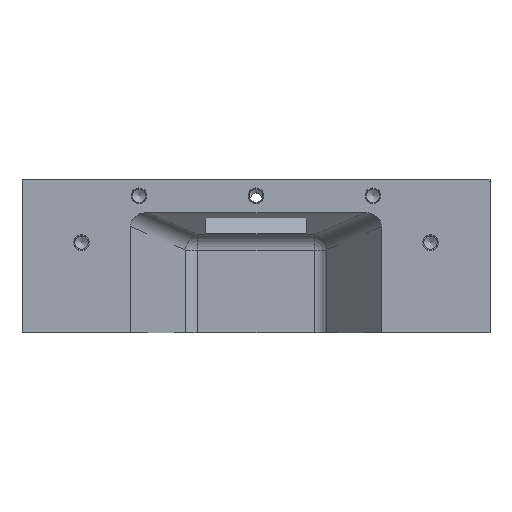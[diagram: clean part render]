
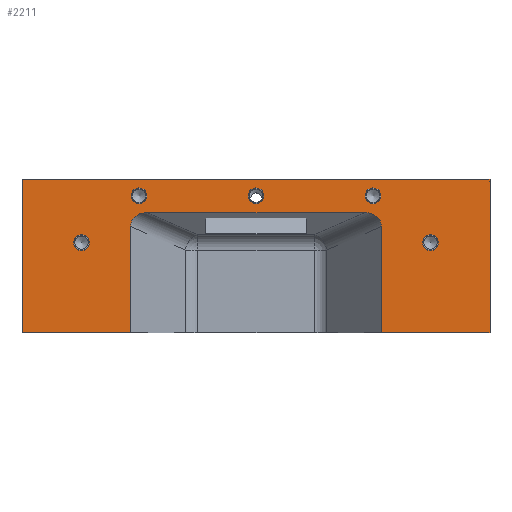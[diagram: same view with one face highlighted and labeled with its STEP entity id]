
A CAD part, front view. The second image highlights one B-rep face of the part: STEP entity #2211.
In plain terms, the highlighted planar face has unit normal (0, -1, 0).
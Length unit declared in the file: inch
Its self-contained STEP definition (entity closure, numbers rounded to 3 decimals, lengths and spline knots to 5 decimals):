
#104=CIRCLE('',#2352,0.118);
#108=CIRCLE('',#2359,0.118);
#111=CIRCLE('',#2364,0.118);
#115=CIRCLE('',#2371,0.118);
#119=CIRCLE('',#2378,0.118);
#216=ELLIPSE('',#2415,0.3388,0.25);
#217=ELLIPSE('',#2416,0.3388,0.25);
#222=FACE_BOUND('',#427,.T.);
#223=FACE_BOUND('',#428,.T.);
#224=FACE_BOUND('',#429,.T.);
#225=FACE_BOUND('',#430,.T.);
#226=FACE_BOUND('',#431,.T.);
#289=FACE_OUTER_BOUND('',#426,.T.);
#426=EDGE_LOOP('',(#1707,#1708,#1709,#1710,#1711,#1712,#1713,#1714,#1715,
#1716));
#427=EDGE_LOOP('',(#1717));
#428=EDGE_LOOP('',(#1718));
#429=EDGE_LOOP('',(#1719));
#430=EDGE_LOOP('',(#1720));
#431=EDGE_LOOP('',(#1721));
#553=LINE('',#3312,#751);
#619=LINE('',#3548,#817);
#624=LINE('',#3559,#822);
#656=LINE('',#3635,#854);
#657=LINE('',#3640,#855);
#658=LINE('',#3641,#856);
#659=LINE('',#3642,#857);
#660=LINE('',#3643,#858);
#751=VECTOR('',#2596,39.37008);
#817=VECTOR('',#2830,39.37008);
#822=VECTOR('',#2839,39.37008);
#854=VECTOR('',#2893,39.37008);
#855=VECTOR('',#2898,39.37008);
#856=VECTOR('',#2899,39.37008);
#857=VECTOR('',#2900,39.37008);
#858=VECTOR('',#2901,39.37008);
#946=VERTEX_POINT('',#3309);
#947=VERTEX_POINT('',#3311);
#989=VERTEX_POINT('',#3427);
#994=VERTEX_POINT('',#3442);
#997=VERTEX_POINT('',#3452);
#1002=VERTEX_POINT('',#3467);
#1007=VERTEX_POINT('',#3482);
#1032=VERTEX_POINT('',#3545);
#1033=VERTEX_POINT('',#3547);
#1036=VERTEX_POINT('',#3556);
#1037=VERTEX_POINT('',#3558);
#1069=VERTEX_POINT('',#3633);
#1070=VERTEX_POINT('',#3634);
#1071=VERTEX_POINT('',#3637);
#1072=VERTEX_POINT('',#3639);
#1151=EDGE_CURVE('',#947,#946,#553,.T.);
#1209=EDGE_CURVE('',#989,#989,#104,.T.);
#1216=EDGE_CURVE('',#994,#994,#108,.T.);
#1221=EDGE_CURVE('',#997,#997,#111,.T.);
#1228=EDGE_CURVE('',#1002,#1002,#115,.T.);
#1235=EDGE_CURVE('',#1007,#1007,#119,.T.);
#1266=EDGE_CURVE('',#1032,#1033,#619,.T.);
#1272=EDGE_CURVE('',#1037,#1036,#624,.T.);
#1308=EDGE_CURVE('',#1069,#1070,#656,.T.);
#1309=EDGE_CURVE('',#1069,#947,#216,.T.);
#1310=EDGE_CURVE('',#946,#1071,#217,.T.);
#1311=EDGE_CURVE('',#1072,#1071,#657,.T.);
#1312=EDGE_CURVE('',#1037,#1072,#658,.T.);
#1313=EDGE_CURVE('',#1036,#1033,#659,.T.);
#1314=EDGE_CURVE('',#1070,#1032,#660,.T.);
#1707=ORIENTED_EDGE('',*,*,#1308,.F.);
#1708=ORIENTED_EDGE('',*,*,#1309,.T.);
#1709=ORIENTED_EDGE('',*,*,#1151,.T.);
#1710=ORIENTED_EDGE('',*,*,#1310,.T.);
#1711=ORIENTED_EDGE('',*,*,#1311,.F.);
#1712=ORIENTED_EDGE('',*,*,#1312,.F.);
#1713=ORIENTED_EDGE('',*,*,#1272,.T.);
#1714=ORIENTED_EDGE('',*,*,#1313,.T.);
#1715=ORIENTED_EDGE('',*,*,#1266,.F.);
#1716=ORIENTED_EDGE('',*,*,#1314,.F.);
#1717=ORIENTED_EDGE('',*,*,#1209,.F.);
#1718=ORIENTED_EDGE('',*,*,#1216,.F.);
#1719=ORIENTED_EDGE('',*,*,#1221,.F.);
#1720=ORIENTED_EDGE('',*,*,#1228,.F.);
#1721=ORIENTED_EDGE('',*,*,#1235,.F.);
#2133=PLANE('',#2414);
#2211=ADVANCED_FACE('',(#289,#222,#223,#224,#225,#226),#2133,.F.);
#2352=AXIS2_PLACEMENT_3D('',#3429,#2705,#2706);
#2359=AXIS2_PLACEMENT_3D('',#3444,#2722,#2723);
#2364=AXIS2_PLACEMENT_3D('',#3454,#2734,#2735);
#2371=AXIS2_PLACEMENT_3D('',#3469,#2751,#2752);
#2378=AXIS2_PLACEMENT_3D('',#3484,#2768,#2769);
#2414=AXIS2_PLACEMENT_3D('',#3632,#2891,#2892);
#2415=AXIS2_PLACEMENT_3D('',#3636,#2894,#2895);
#2416=AXIS2_PLACEMENT_3D('',#3638,#2896,#2897);
#2596=DIRECTION('',(1.,0.,0.));
#2705=DIRECTION('center_axis',(0.,-1.,0.));
#2706=DIRECTION('ref_axis',(0.,0.,-1.));
#2722=DIRECTION('center_axis',(0.,-1.,0.));
#2723=DIRECTION('ref_axis',(0.,0.,-1.));
#2734=DIRECTION('center_axis',(0.,-1.,0.));
#2735=DIRECTION('ref_axis',(0.,0.,-1.));
#2751=DIRECTION('center_axis',(0.,-1.,0.));
#2752=DIRECTION('ref_axis',(0.,0.,-1.));
#2768=DIRECTION('center_axis',(0.,-1.,0.));
#2769=DIRECTION('ref_axis',(0.,0.,-1.));
#2830=DIRECTION('',(0.,0.,1.));
#2839=DIRECTION('',(0.,0.,1.));
#2891=DIRECTION('center_axis',(0.,1.,0.));
#2892=DIRECTION('ref_axis',(0.,0.,
1.));
#2893=DIRECTION('',(0.,0.,-1.));
#2894=DIRECTION('center_axis',(0.,1.,0.));
#2895=DIRECTION('ref_axis',(0.917,0.,-0.398));
#2896=DIRECTION('center_axis',(0.,1.,0.));
#2897=DIRECTION('ref_axis',(0.917,0.,0.398));
#2898=DIRECTION('',(0.,0.,1.));
#2899=DIRECTION('',(-1.,0.,0.));
#2900=DIRECTION('',(-1.,0.,0.));
#2901=DIRECTION('',(-1.,0.,0.));
#3309=CARTESIAN_POINT('',(1.6204,1.65504,-0.35));
#3311=CARTESIAN_POINT('',(-1.6204,1.65504,-0.35));
#3312=CARTESIAN_POINT('',(-1.875,1.65504,-0.35));
#3427=CARTESIAN_POINT('',(2.60938,1.65504,-0.682));
#3429=CARTESIAN_POINT('Origin',(2.60938,1.65504,-0.8));
#3442=CARTESIAN_POINT('',(1.75,1.65504,0.018));
#3444=CARTESIAN_POINT('Origin',(1.75,1.65504,-0.1));
#3452=CARTESIAN_POINT('',(0.,1.65504,0.018));
#3454=CARTESIAN_POINT('Origin',(0.,1.65504,-0.1));
#3467=CARTESIAN_POINT('',(-1.75,1.65504,0.018));
#3469=CARTESIAN_POINT('Origin',(-1.75,1.65504,-0.1));
#3482=CARTESIAN_POINT('',(-2.60937,1.65504,-0.682));
#3484=CARTESIAN_POINT('Origin',(-2.60937,1.65504,-0.8));
#3545=CARTESIAN_POINT('',(-3.5,1.65504,-2.14923));
#3547=CARTESIAN_POINT('',(-3.5,1.65504,0.15));
#3548=CARTESIAN_POINT('',(-3.5,1.65504,-4.74923));
#3556=CARTESIAN_POINT('',(3.5,1.65504,0.15));
#3558=CARTESIAN_POINT('',(3.5,1.65504,-2.14923));
#3559=CARTESIAN_POINT('',(3.5,1.65504,-4.74923));
#3632=CARTESIAN_POINT('Origin',(1.875,1.65504,0.53688));
#3633=CARTESIAN_POINT('',(-1.875,1.65504,-0.55756));
#3634=CARTESIAN_POINT('',(-1.875,1.65504,-2.14923));
#3635=CARTESIAN_POINT('',(-1.875,1.65504,0.53688));
#3636=CARTESIAN_POINT('Origin',(-1.54865,1.65504,-0.61604));
#3637=CARTESIAN_POINT('',(1.875,1.65504,-0.55756));
#3638=CARTESIAN_POINT('Origin',(1.54865,1.65504,-0.61604));
#3639=CARTESIAN_POINT('',(1.875,1.65504,-2.14923));
#3640=CARTESIAN_POINT('',(1.875,1.65504,-4.74923));
#3641=CARTESIAN_POINT('',(3.5,1.65504,-2.14923));
#3642=CARTESIAN_POINT('',(-1.875,1.65504,0.15));
#3643=CARTESIAN_POINT('',(-1.875,1.65504,-2.14923));
